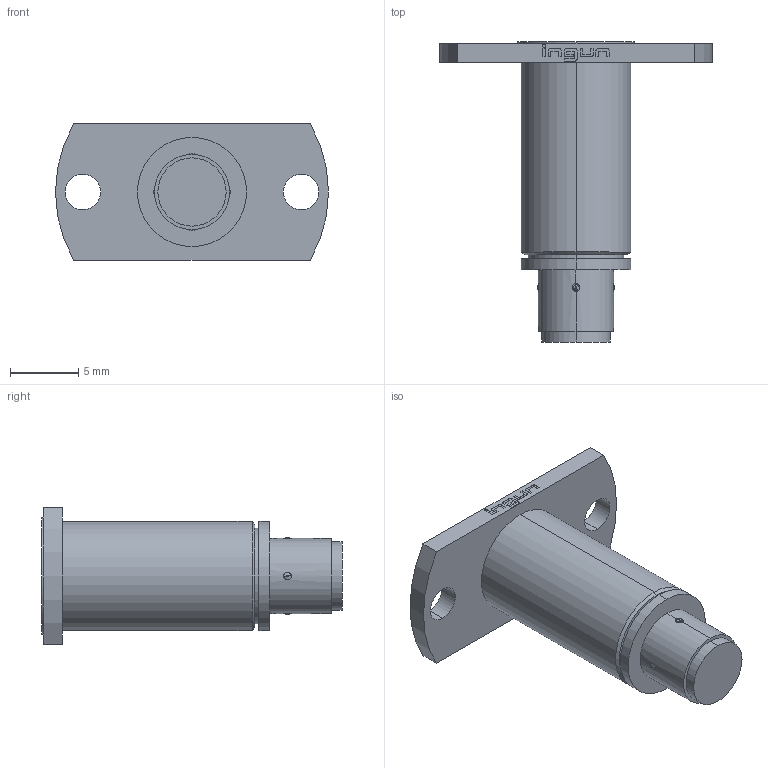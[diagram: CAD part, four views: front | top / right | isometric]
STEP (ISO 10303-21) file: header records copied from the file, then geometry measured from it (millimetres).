
FILE_DESCRIPTION (( 'STEP AP203' ), '1' );
FILE_NAME ('INGUN_HAS-810_220_F.STEP', '2022-05-09T06:05:26', ( 'ochi' ), ( '' ), 'SwSTEP 2.0', 'SolidWorks 2018', '' );
FILE_SCHEMA (( 'CONFIG_CONTROL_DESIGN' ));
Length unit declared in the file: millimetre
Products named in the file (1): INGUN_HAS-810_220_F
Bounding box: 20 x 22 x 10 mm (x, y, z)
Volume: 1124.1 mm3; surface area: 1019.6 mm2
Topology: 1 solids, 1 shells, 113 faces, 282 edges, 186 vertices
Faces by surface type: plane 61, cylinder 42, bspline 8, cone 2
Entity records: 4475 total; most frequent: CARTESIAN_POINT 1654, DIRECTION 572, ORIENTED_EDGE 564, EDGE_CURVE 282, AXIS2_PLACEMENT_3D 200, VERTEX_POINT 186, VECTOR 172, LINE 172
